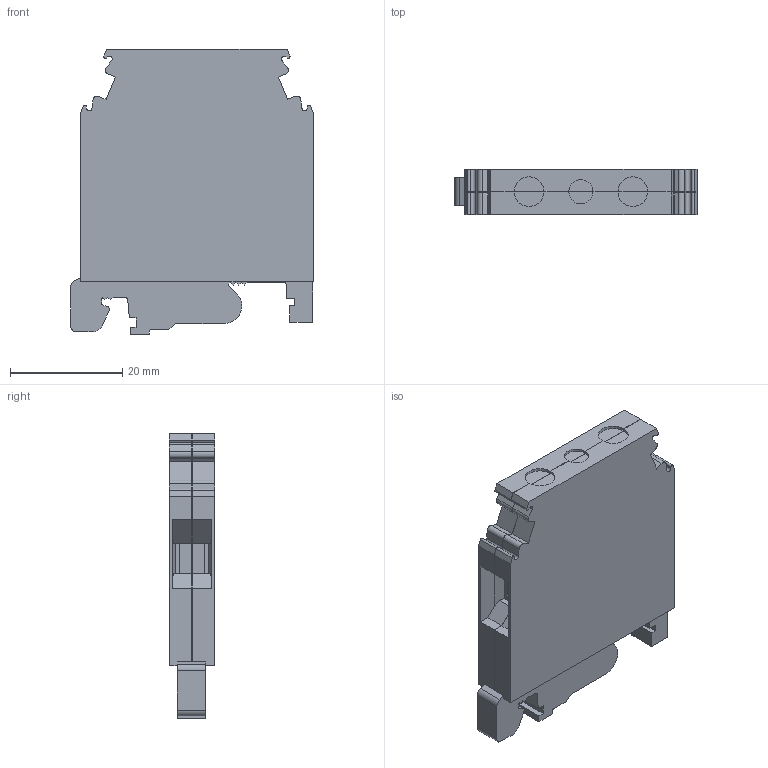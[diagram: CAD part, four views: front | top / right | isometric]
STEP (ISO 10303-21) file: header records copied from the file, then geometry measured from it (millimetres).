
FILE_DESCRIPTION(/* description */ ('Unknown'),/* implementation_level */ '2;1');
FILE_NAME(/* name */ 'ETN6_GNYE_3D_SOLID',/* time_stamp */ '2024-11-30T15:45:52+05:00',/* author */ ('Unknown'),/* organization */ ('Unknown'),/* preprocessor_version */ 'ST-DEVELOPER v16.7',/* originating_system */ 'Solid Edge',/* authorisation */ 'Unknown');
FILE_SCHEMA (('AUTOMOTIVE_DESIGN {1 0 10303 214 3 1 1}'));
Length unit declared in the file: millimetre
Products named in the file (1): ETN6_GNYE_3D_SOLID
Bounding box: 43.25 x 8.05 x 50.93 mm (x, y, z)
Volume: 12982.5 mm3; surface area: 8498.7 mm2
Topology: 1 solids, 1 shells, 270 faces, 809 edges, 533 vertices
Faces by surface type: plane 190, cylinder 66, cone 10, torus 2, bspline 2
Entity records: 10964 total; most frequent: CARTESIAN_POINT 1695, ORIENTED_EDGE 1584, DIRECTION 1456, EDGE_CURVE 792, LINE 622, VECTOR 622, VERTEX_POINT 526, AXIS2_PLACEMENT_3D 417
